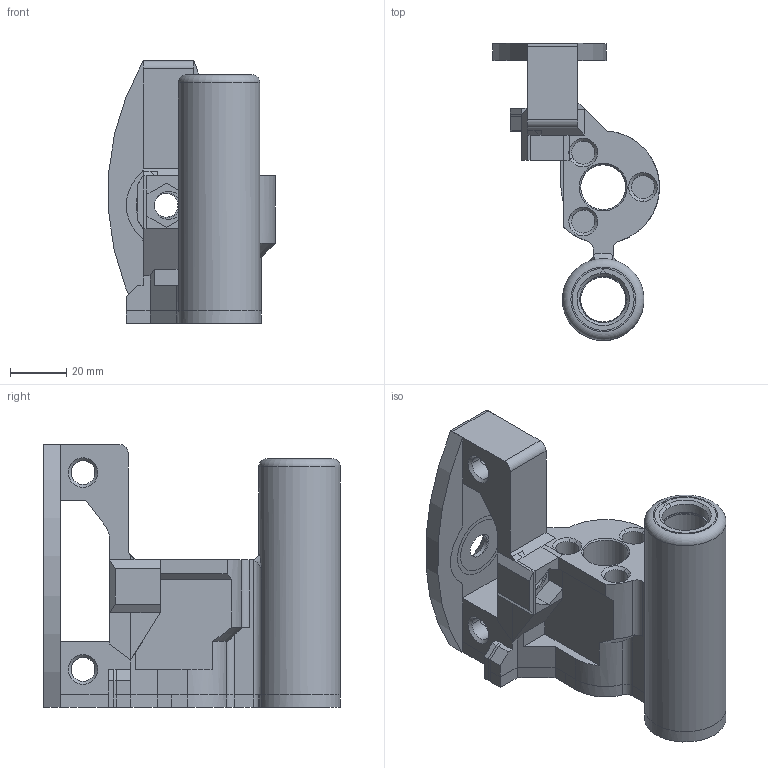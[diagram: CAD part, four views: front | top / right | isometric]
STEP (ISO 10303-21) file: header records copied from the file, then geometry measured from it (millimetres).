
FILE_DESCRIPTION(('FreeCAD Model'),'2;1');
FILE_NAME('x-end-idler-mini_black_v2.8.step','2016-11-08T15:07:35',('Author') ,(''),'Open CASCADE STEP processor 6.8','FreeCAD','Unknown');
FILE_SCHEMA(('AUTOMOTIVE_DESIGN_CC2 { 1 2 10303 214 -1 1 5 4 }'));
Length unit declared in the file: millimetre
Products named in the file (2): ASSEMBLY; Pocket030
Assembly tree (1 placements, depth 2):
  ASSEMBLY
    Pocket030
Bounding box: 59.33 x 105.5 x 93.54 mm (x, y, z)
Volume: 128696.4 mm3; surface area: 40141.9 mm2
Topology: 1 solids, 1 shells, 236 faces, 657 edges, 436 vertices
Faces by surface type: plane 147, cylinder 52, cone 23, bspline 7, extrusion 6, torus 1
Full cylindrical faces by diameter (mm): 4.3 x2, 8.25 x3, 8.5 x2, 11 x4, 16 x4, 16.6 x4, 18.6 x1, 29 x1
Entity records: 21010 total; most frequent: CARTESIAN_POINT 8399, DIRECTION 2233, ORIENTED_EDGE 1314, PCURVE 1314, DEFINITIONAL_REPRESENTATION 1314, VECTOR 1247, LINE 1241, EDGE_CURVE 657
